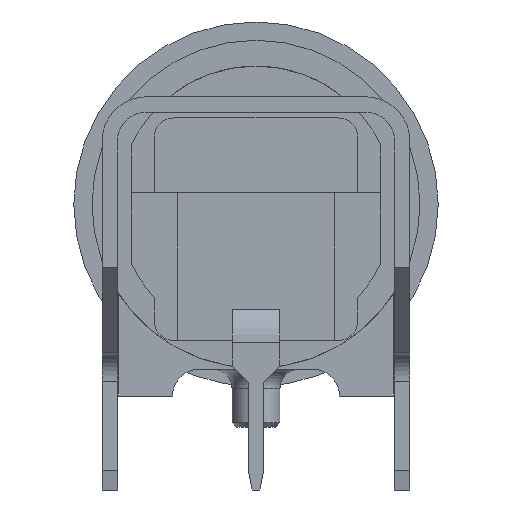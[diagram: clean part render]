
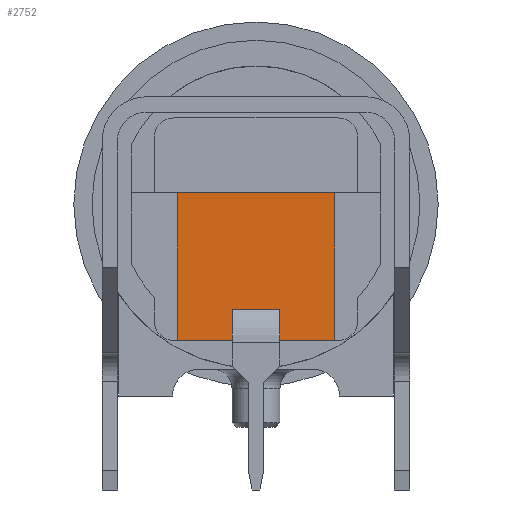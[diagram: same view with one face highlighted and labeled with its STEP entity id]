
A CAD part, left-side view. The second image highlights one B-rep face of the part: STEP entity #2752.
In plain terms, the highlighted planar face has unit normal (-1, 0, 0).
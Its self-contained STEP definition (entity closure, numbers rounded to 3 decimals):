
#1017=DIRECTION('',(-1.,0.,0.));
#2376=VERTEX_POINT('',#2377);
#2377=CARTESIAN_POINT('',(0.35,-4.1,2.9));
#2381=EDGE_CURVE('',#2376,#2382,#2384,.T.);
#2382=VERTEX_POINT('',#2383);
#2383=CARTESIAN_POINT('',(0.35,-1.25,2.9));
#2384=LINE('',#2385,#2386);
#2385=CARTESIAN_POINT('',(0.35,-0.1,2.9));
#2386=VECTOR('',#2387,1.);
#2387=DIRECTION('',(0.,1.,0.));
#2399=VECTOR('',#2400,1.);
#2400=DIRECTION('',(0.,1.,0.));
#2403=VERTEX_POINT('',#2404);
#2404=CARTESIAN_POINT('',(0.35,1.25,2.9));
#2408=EDGE_CURVE('',#2403,#2409,#2384,.T.);
#2409=VERTEX_POINT('',#2410);
#2410=CARTESIAN_POINT('',(0.35,4.1,2.9));
#2503=VERTEX_POINT('',#2504);
#2504=CARTESIAN_POINT('',(0.35,-4.1,10.597));
#2506=ORIENTED_EDGE('',*,*,#2507,.F.);
#2507=EDGE_CURVE('',#2508,#2503,#2510,.T.);
#2508=VERTEX_POINT('',#2509);
#2509=CARTESIAN_POINT('',(0.35,4.1,10.597));
#2510=LINE('',#2509,#2511);
#2511=VECTOR('',#2512,1.);
#2512=DIRECTION('',(0.,-1.,0.));
#2548=VECTOR('',#2549,1.);
#2549=DIRECTION('',(0.,0.,-1.));
#2746=EDGE_CURVE('',#2508,#2409,#2747,.T.);
#2747=LINE('',#2509,#2548);
#2752=ADVANCED_FACE('',(#2753),#2778,.T.);
#2753=FACE_BOUND('',#2754,.T.);
#2754=EDGE_LOOP('',(#2506,#2755,#2756,#2757,#2765,#2770,#2774,#2775));
#2755=ORIENTED_EDGE('',*,*,#2746,.T.);
#2756=ORIENTED_EDGE('',*,*,#2408,.F.);
#2757=ORIENTED_EDGE('',*,*,#2758,.F.);
#2758=EDGE_CURVE('',#2759,#2403,#2761,.T.);
#2759=VERTEX_POINT('',#2760);
#2760=CARTESIAN_POINT('',(0.35,1.25,4.499));
#2761=LINE('',#2762,#2763);
#2762=CARTESIAN_POINT('',(0.35,1.25,7.848));
#2763=VECTOR('',#2764,1.);
#2764=DIRECTION('',(0.,0.,-1.));
#2765=ORIENTED_EDGE('',*,*,#2766,.F.);
#2766=EDGE_CURVE('',#2767,#2759,#2769,.T.);
#2767=VERTEX_POINT('',#2768);
#2768=CARTESIAN_POINT('',(0.35,-1.25,4.499));
#2769=LINE('',#2760,#2399);
#2770=ORIENTED_EDGE('',*,*,#2771,.T.);
#2771=EDGE_CURVE('',#2767,#2382,#2772,.T.);
#2772=LINE('',#2773,#2763);
#2773=CARTESIAN_POINT('',(0.35,-1.25,7.848));
#2774=ORIENTED_EDGE('',*,*,#2381,.F.);
#2775=ORIENTED_EDGE('',*,*,#2776,.F.);
#2776=EDGE_CURVE('',#2503,#2376,#2777,.T.);
#2777=LINE('',#2504,#2548);
#2778=PLANE('',#2779);
#2779=AXIS2_PLACEMENT_3D('',#2509,#1017,#2780);
#2780=DIRECTION('',(0.,-1.,0.));
